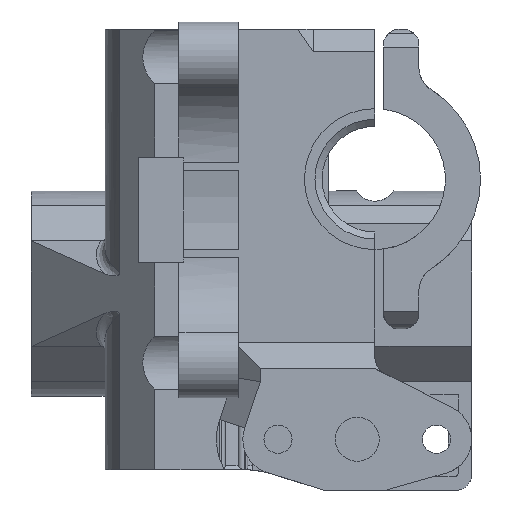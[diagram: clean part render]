
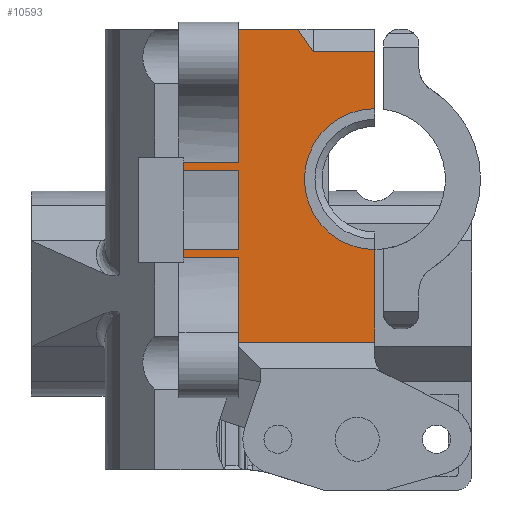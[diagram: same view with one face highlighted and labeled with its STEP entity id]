
A CAD part, front view. The second image highlights one B-rep face of the part: STEP entity #10593.
In plain terms, the highlighted planar face has unit normal (0, -1, 0).
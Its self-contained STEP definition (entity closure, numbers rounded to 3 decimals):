
#262=PLANE('',#11741);
#812=FACE_OUTER_BOUND('',#1426,.T.);
#1426=EDGE_LOOP('',(#8696,#8697,#8698,#8699,#8700,#8701,#8702,#8703,#8704,
#8705,#8706,#8707,#8708,#8709,#8710,#8711,#8712,#8713,#8714));
#2145=CIRCLE('',#11742,8.);
#2887=LINE('',#23943,#3588);
#2888=LINE('',#23945,#3589);
#2889=LINE('',#23947,#3590);
#2890=LINE('',#23951,#3591);
#2891=LINE('',#23953,#3592);
#2892=LINE('',#23955,#3593);
#2893=LINE('',#23957,#3594);
#2894=LINE('',#23959,#3595);
#2895=LINE('',#23961,#3596);
#2896=LINE('',#23963,#3597);
#2897=LINE('',#23965,#3598);
#2898=LINE('',#23967,#3599);
#2899=LINE('',#23969,#3600);
#2900=LINE('',#23971,#3601);
#2901=LINE('',#23973,#3602);
#2902=LINE('',#23975,#3603);
#2903=LINE('',#23977,#3604);
#2904=LINE('',#23978,#3605);
#3588=VECTOR('',#14352,9.565);
#3589=VECTOR('',#14353,15.5);
#3590=VECTOR('',#14354,10.5);
#3591=VECTOR('',#14357,6.5);
#3592=VECTOR('',#14358,7.);
#3593=VECTOR('',#14359,3.062);
#3594=VECTOR('',#14360,16.232);
#3595=VECTOR('',#14361,0.154);
#3596=VECTOR('',#14362,2.75);
#3597=VECTOR('',#14363,6.75);
#3598=VECTOR('',#14364,14.912);
#3599=VECTOR('',#14365,6.25);
#3600=VECTOR('',#14366,0.935);
#3601=VECTOR('',#14367,6.25);
#3602=VECTOR('',#14368,9.);
#3603=VECTOR('',#14369,6.25);
#3604=VECTOR('',#14370,0.935);
#3605=VECTOR('',#14371,6.25);
#4649=VERTEX_POINT('',#23941);
#4650=VERTEX_POINT('',#23942);
#4651=VERTEX_POINT('',#23944);
#4652=VERTEX_POINT('',#23946);
#4653=VERTEX_POINT('',#23948);
#4654=VERTEX_POINT('',#23950);
#4655=VERTEX_POINT('',#23952);
#4656=VERTEX_POINT('',#23954);
#4657=VERTEX_POINT('',#23956);
#4658=VERTEX_POINT('',#23958);
#4659=VERTEX_POINT('',#23960);
#4660=VERTEX_POINT('',#23962);
#4661=VERTEX_POINT('',#23964);
#4662=VERTEX_POINT('',#23966);
#4663=VERTEX_POINT('',#23968);
#4664=VERTEX_POINT('',#23970);
#4665=VERTEX_POINT('',#23972);
#4666=VERTEX_POINT('',#23974);
#4667=VERTEX_POINT('',#23976);
#6129=EDGE_CURVE('',#4649,#4650,#2887,.T.);
#6130=EDGE_CURVE('',#4649,#4651,#2888,.T.);
#6131=EDGE_CURVE('',#4651,#4652,#2889,.T.);
#6132=EDGE_CURVE('',#4653,#4652,#2145,.T.);
#6133=EDGE_CURVE('',#4653,#4654,#2890,.T.);
#6134=EDGE_CURVE('',#4655,#4654,#2891,.T.);
#6135=EDGE_CURVE('',#4655,#4656,#2892,.F.);
#6136=EDGE_CURVE('',#4657,#4656,#2893,.T.);
#6137=EDGE_CURVE('',#4657,#4658,#2894,.F.);
#6138=EDGE_CURVE('',#4658,#4659,#2895,.F.);
#6139=EDGE_CURVE('',#4659,#4660,#2896,.F.);
#6140=EDGE_CURVE('',#4661,#4660,#2897,.T.);
#6141=EDGE_CURVE('',#4661,#4662,#2898,.T.);
#6142=EDGE_CURVE('',#4663,#4662,#2899,.T.);
#6143=EDGE_CURVE('',#4664,#4663,#2900,.T.);
#6144=EDGE_CURVE('',#4665,#4664,#2901,.T.);
#6145=EDGE_CURVE('',#4665,#4666,#2902,.T.);
#6146=EDGE_CURVE('',#4667,#4666,#2903,.T.);
#6147=EDGE_CURVE('',#4667,#4650,#2904,.F.);
#8696=ORIENTED_EDGE('',*,*,#6129,.F.);
#8697=ORIENTED_EDGE('',*,*,#6130,.T.);
#8698=ORIENTED_EDGE('',*,*,#6131,.T.);
#8699=ORIENTED_EDGE('',*,*,#6132,.F.);
#8700=ORIENTED_EDGE('',*,*,#6133,.T.);
#8701=ORIENTED_EDGE('',*,*,#6134,.F.);
#8702=ORIENTED_EDGE('',*,*,#6135,.T.);
#8703=ORIENTED_EDGE('',*,*,#6136,.F.);
#8704=ORIENTED_EDGE('',*,*,#6137,.T.);
#8705=ORIENTED_EDGE('',*,*,#6138,.T.);
#8706=ORIENTED_EDGE('',*,*,#6139,.T.);
#8707=ORIENTED_EDGE('',*,*,#6140,.F.);
#8708=ORIENTED_EDGE('',*,*,#6141,.T.);
#8709=ORIENTED_EDGE('',*,*,#6142,.F.);
#8710=ORIENTED_EDGE('',*,*,#6143,.F.);
#8711=ORIENTED_EDGE('',*,*,#6144,.F.);
#8712=ORIENTED_EDGE('',*,*,#6145,.T.);
#8713=ORIENTED_EDGE('',*,*,#6146,.F.);
#8714=ORIENTED_EDGE('',*,*,#6147,.T.);
#10593=ADVANCED_FACE('',(#812),#262,.F.);
#11741=AXIS2_PLACEMENT_3D('',#23940,#14350,#14351);
#11742=AXIS2_PLACEMENT_3D('',#23949,#14355,#14356);
#14350=DIRECTION('center_axis',(0.,1.,0.));
#14351=DIRECTION('ref_axis',(0.,0.,1.));
#14352=DIRECTION('',(0.,0.,1.));
#14353=DIRECTION('',(1.,0.,0.));
#14354=DIRECTION('',(0.,0.,1.));
#14355=DIRECTION('center_axis',(0.,-1.,0.));
#14356=DIRECTION('ref_axis',(0.,0.,-1.));
#14357=DIRECTION('',(0.,0.,1.));
#14358=DIRECTION('',(1.,0.,0.));
#14359=DIRECTION('',(0.577,0.,-0.816));
#14360=DIRECTION('',(1.,0.,0.));
#14361=DIRECTION('',(0.,0.,1.));
#14362=DIRECTION('',(-1.,0.,0.));
#14363=DIRECTION('',(-1.,0.,0.));
#14364=DIRECTION('',(0.,0.,1.));
#14365=DIRECTION('',(-1.,0.,0.));
#14366=DIRECTION('',(0.,0.,1.));
#14367=DIRECTION('',(-1.,0.,0.));
#14368=DIRECTION('',(0.,0.,1.));
#14369=DIRECTION('',(-1.,0.,0.));
#14370=DIRECTION('',(0.,0.,1.));
#14371=DIRECTION('',(-1.,0.,0.));
#23940=CARTESIAN_POINT('Origin',(-20.,-17.,40.));
#23941=CARTESIAN_POINT('',(-6.5,-17.,4.5));
#23942=CARTESIAN_POINT('',(-6.5,-17.,14.065));
#23943=CARTESIAN_POINT('',(-6.5,-17.,4.5));
#23944=CARTESIAN_POINT('',(9.,-17.,4.5));
#23945=CARTESIAN_POINT('',(-6.5,-17.,4.5));
#23946=CARTESIAN_POINT('',(9.,-17.,15.));
#23947=CARTESIAN_POINT('',(9.,-17.,4.5));
#23948=CARTESIAN_POINT('',(9.,-17.,31.));
#23949=CARTESIAN_POINT('Origin',(9.,-17.,23.));
#23950=CARTESIAN_POINT('',(9.,-17.,37.5));
#23951=CARTESIAN_POINT('',(9.,-17.,31.));
#23952=CARTESIAN_POINT('',(2.,-17.,37.5));
#23953=CARTESIAN_POINT('',(2.,-17.,37.5));
#23954=CARTESIAN_POINT('',(0.232,-17.,40.));
#23955=CARTESIAN_POINT('',(0.232,-17.,40.));
#23956=CARTESIAN_POINT('',(-16.,-17.,40.));
#23957=CARTESIAN_POINT('',(-16.,-17.,40.));
#23958=CARTESIAN_POINT('',(-16.,-17.,39.846));
#23959=CARTESIAN_POINT('',(-16.,-17.,39.846));
#23960=CARTESIAN_POINT('',(-13.25,-17.,39.846));
#23961=CARTESIAN_POINT('',(-13.25,-17.,39.846));
#23962=CARTESIAN_POINT('',(-6.5,-17.,39.846));
#23963=CARTESIAN_POINT('',(-6.5,-17.,39.846));
#23964=CARTESIAN_POINT('',(-6.5,-17.,24.935));
#23965=CARTESIAN_POINT('',(-6.5,-17.,24.935));
#23966=CARTESIAN_POINT('',(-12.75,-17.,24.935));
#23967=CARTESIAN_POINT('',(-6.5,-17.,24.935));
#23968=CARTESIAN_POINT('',(-12.75,-17.,24.));
#23969=CARTESIAN_POINT('',(-12.75,-17.,24.));
#23970=CARTESIAN_POINT('',(-6.5,-17.,24.));
#23971=CARTESIAN_POINT('',(-6.5,-17.,24.));
#23972=CARTESIAN_POINT('',(-6.5,-17.,15.));
#23973=CARTESIAN_POINT('',(-6.5,-17.,15.));
#23974=CARTESIAN_POINT('',(-12.75,-17.,15.));
#23975=CARTESIAN_POINT('',(-6.5,-17.,15.));
#23976=CARTESIAN_POINT('',(-12.75,-17.,14.065));
#23977=CARTESIAN_POINT('',(-12.75,-17.,14.065));
#23978=CARTESIAN_POINT('',(-6.5,-17.,14.065));
